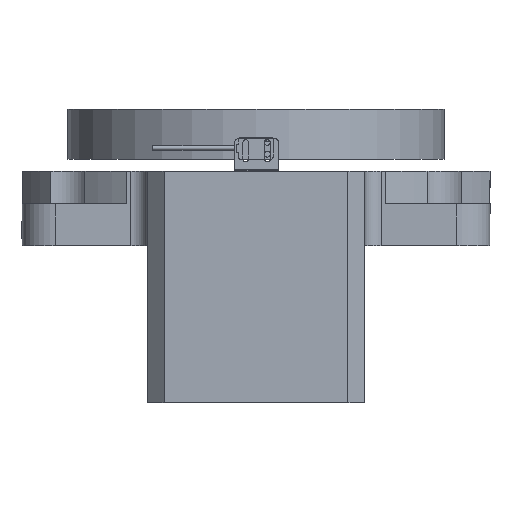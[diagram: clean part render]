
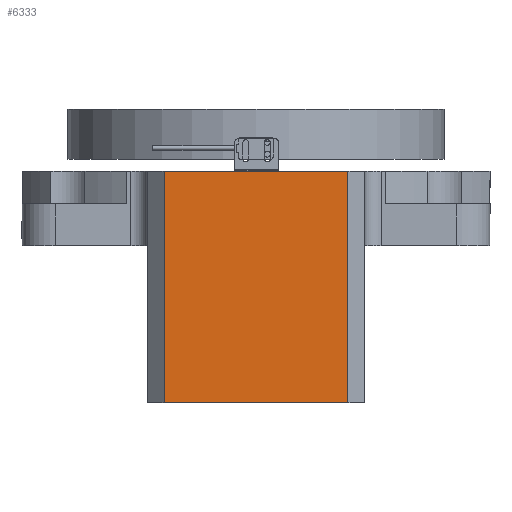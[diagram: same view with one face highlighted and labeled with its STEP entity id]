
A CAD part, front view. The second image highlights one B-rep face of the part: STEP entity #6333.
In plain terms, the highlighted planar face has unit normal (0, -1, 0).
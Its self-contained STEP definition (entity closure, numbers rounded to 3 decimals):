
#198 = EDGE_CURVE ( 'NONE', #1449, #426, #1823, .T. ) ;
#353 = CARTESIAN_POINT ( 'NONE',  ( -55., -206.5, 44.5 ) ) ;
#426 = VERTEX_POINT ( 'NONE', #1147 ) ;
#471 = VECTOR ( 'NONE', #1210, 1000. ) ;
#984 = LINE ( 'NONE', #7361, #8475 ) ;
#1147 = CARTESIAN_POINT ( 'NONE',  ( -55., -206.5, -94. ) ) ;
#1210 = DIRECTION ( 'NONE',  ( 1., 0., 0. ) ) ;
#1449 = VERTEX_POINT ( 'NONE', #353 ) ;
#1684 = DIRECTION ( 'NONE',  ( 0., 1., 0. ) ) ;
#1709 = EDGE_CURVE ( 'NONE', #6596, #8601, #984, .T. ) ;
#1823 = LINE ( 'NONE', #8057, #9331 ) ;
#1940 = DIRECTION ( 'NONE',  ( -1., 0., 0. ) ) ;
#1992 = LINE ( 'NONE', #7593, #471 ) ;
#2462 = FACE_OUTER_BOUND ( 'NONE', #7811, .T. ) ;
#3356 = DIRECTION ( 'NONE',  ( 0., 0., -1. ) ) ;
#3412 = DIRECTION ( 'NONE',  ( -1., 0., 0. ) ) ;
#3472 = PLANE ( 'NONE',  #4946 ) ;
#3679 = ORIENTED_EDGE ( 'NONE', *, *, #5035, .F. ) ;
#3993 = VECTOR ( 'NONE', #1940, 1000. ) ;
#4409 = LINE ( 'NONE', #9183, #3993 ) ;
#4924 = ORIENTED_EDGE ( 'NONE', *, *, #8631, .F. ) ;
#4946 = AXIS2_PLACEMENT_3D ( 'NONE', #7544, #1684, #3412 ) ;
#5035 = EDGE_CURVE ( 'NONE', #1449, #6596, #1992, .T. ) ;
#6333 = ADVANCED_FACE ( 'NONE', ( #2462 ), #3472, .F. ) ;
#6596 = VERTEX_POINT ( 'NONE', #8053 ) ;
#7361 = CARTESIAN_POINT ( 'NONE',  ( 55., -206.5, 81.5 ) ) ;
#7544 = CARTESIAN_POINT ( 'NONE',  ( -55., -206.5, 81.5 ) ) ;
#7593 = CARTESIAN_POINT ( 'NONE',  ( -55., -206.5, 44.5 ) ) ;
#7811 = EDGE_LOOP ( 'NONE', ( #3679, #8954, #4924, #10157 ) ) ;
#8043 = DIRECTION ( 'NONE',  ( 0., 0., -1. ) ) ;
#8053 = CARTESIAN_POINT ( 'NONE',  ( 55., -206.5, 44.5 ) ) ;
#8057 = CARTESIAN_POINT ( 'NONE',  ( -55., -206.5, 81.5 ) ) ;
#8475 = VECTOR ( 'NONE', #8043, 1000. ) ;
#8601 = VERTEX_POINT ( 'NONE', #9962 ) ;
#8631 = EDGE_CURVE ( 'NONE', #8601, #426, #4409, .T. ) ;
#8954 = ORIENTED_EDGE ( 'NONE', *, *, #198, .T. ) ;
#9183 = CARTESIAN_POINT ( 'NONE',  ( 55., -206.5, -94. ) ) ;
#9331 = VECTOR ( 'NONE', #3356, 1000. ) ;
#9962 = CARTESIAN_POINT ( 'NONE',  ( 55., -206.5, -94. ) ) ;
#10157 = ORIENTED_EDGE ( 'NONE', *, *, #1709, .F. ) ;
